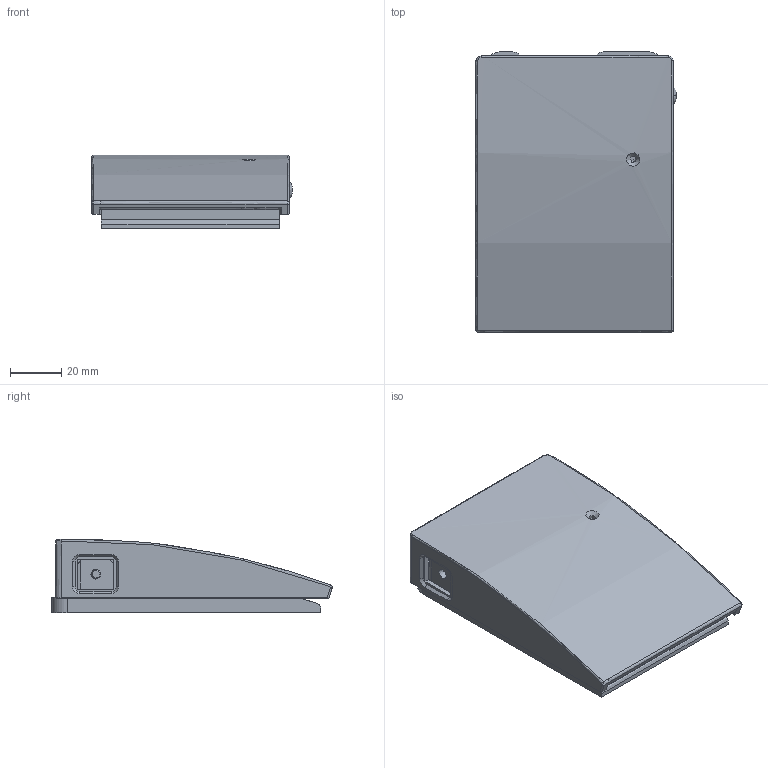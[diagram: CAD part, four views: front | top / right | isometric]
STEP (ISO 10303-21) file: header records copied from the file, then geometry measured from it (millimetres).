
FILE_DESCRIPTION(/* description */ (''),/* implementation_level */ '2;1');
FILE_NAME(/* name */ 'Foot Button v28.step',/* time_stamp */ '2023-09-23T08:39:37-04:00',/* author */ (''),/* organization */ (''),/* preprocessor_version */ 'ST-DEVELOPER v20',/* originating_system */ 'Autodesk Translation Framework v12.14.0.127',/* authorisation */ '');
FILE_SCHEMA (('AUTOMOTIVE_DESIGN { 1 0 10303 214 3 1 1 }'));
Length unit declared in the file: millimetre
Products named in the file (11): Foot Button; switch; top; bottom; axis-bushing; screw; Component8; spring; board-retainer; masher; axis-insert
Assembly tree (10 placements, depth 3):
  Foot Button
    switch
    top
    bottom
    axis-bushing
    screw
      Component8
    spring
    board-retainer
    masher
    axis-insert
Bounding box: 78.17 x 109.58 x 28.58 mm (x, y, z)
Volume: 82678.7 mm3; surface area: 54633 mm2
Topology: 14 solids, 14 shells, 646 faces, 1722 edges, 1137 vertices
Faces by surface type: plane 381, bspline 117, cylinder 112, cone 26, sphere 7, torus 3
Full cylindrical faces by diameter (mm): 1 x2, 2.2 x7, 2.3 x1, 2.7 x1, 2.9 x1, 3.9 x2, 4 x13, 4.2 x5, 8 x1, 8.2 x1, 10 x2, 10.5 x1, 11 x1, 12.8 x1
Entity records: 36451 total; most frequent: CARTESIAN_POINT 20661, ORIENTED_EDGE 3444, DIRECTION 2738, EDGE_CURVE 1722, VERTEX_POINT 1137, LINE 1124, VECTOR 1124, AXIS2_PLACEMENT_3D 807
